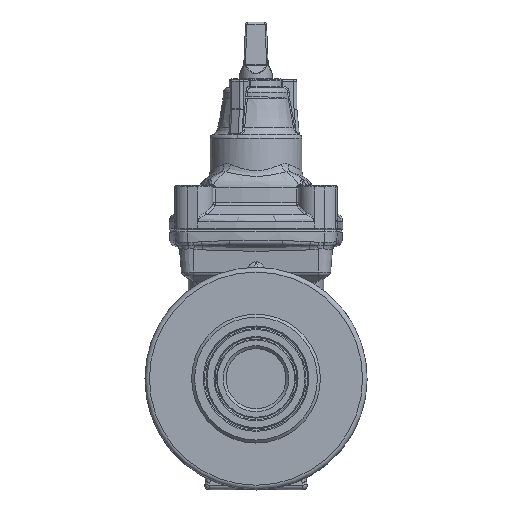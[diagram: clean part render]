
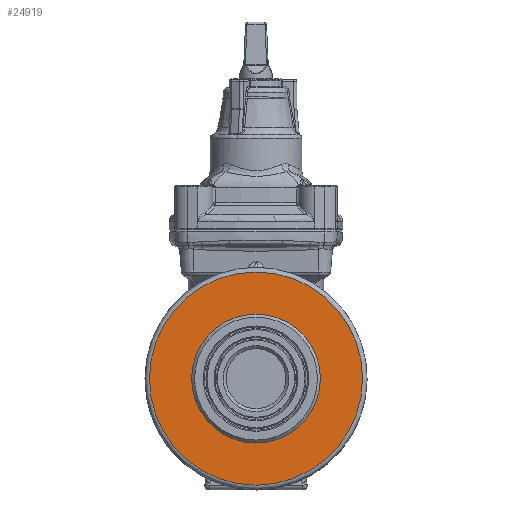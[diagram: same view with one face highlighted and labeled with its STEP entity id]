
A CAD part, top view. The second image highlights one B-rep face of the part: STEP entity #24919.
In plain terms, the highlighted planar face has unit normal (0, 0, 1).
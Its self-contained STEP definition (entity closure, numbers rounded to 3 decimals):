
#1792 = FACE_BOUND ( 'NONE', #28621, .T. ) ;
#1798 = FACE_OUTER_BOUND ( 'NONE', #28615, .T. ) ;
#12030 = AXIS2_PLACEMENT_3D ( 'NONE', #12300, #12305, #12306 ) ;
#12300 = CARTESIAN_POINT ( 'NONE',  ( 0., 75., 68. ) ) ;
#12303 = PLANE ( 'NONE',  #12030 ) ;
#12305 = DIRECTION ( 'NONE',  ( 0., 0., 1. ) ) ;
#12306 = DIRECTION ( 'NONE',  ( -1., 0., 0. ) ) ;
#14785 = CIRCLE ( 'NONE', #35678, 43.5 ) ;
#14788 = CIRCLE ( 'NONE', #35680, 72. ) ;
#24632 = CARTESIAN_POINT ( 'NONE',  ( 43.5, 0., 68. ) ) ;
#24633 = CARTESIAN_POINT ( 'NONE',  ( -72., 0., 68. ) ) ;
#24680 = VERTEX_POINT ( 'NONE', #24632 ) ;
#24681 = VERTEX_POINT ( 'NONE', #24633 ) ;
#24919 = ADVANCED_FACE ( 'NONE', ( #1792, #1798 ), #12303, .T. ) ;
#27670 = EDGE_CURVE ( 'NONE', #24680, #24680, #14785, .T. ) ;
#27672 = EDGE_CURVE ( 'NONE', #24681, #24681, #14788, .T. ) ;
#28615 = EDGE_LOOP ( 'NONE', ( #28948 ) ) ;
#28621 = EDGE_LOOP ( 'NONE', ( #28947 ) ) ;
#28947 = ORIENTED_EDGE ( 'NONE', *, *, #27670, .F. ) ;
#28948 = ORIENTED_EDGE ( 'NONE', *, *, #27672, .F. ) ;
#34432 = CARTESIAN_POINT ( 'NONE',  ( 0., 0., 68. ) ) ;
#34433 = DIRECTION ( 'NONE',  ( 0., 0., 1. ) ) ;
#34434 = DIRECTION ( 'NONE',  ( 1., 0., 0. ) ) ;
#34436 = CARTESIAN_POINT ( 'NONE',  ( 0., 0., 68. ) ) ;
#34437 = DIRECTION ( 'NONE',  ( 0., 0., -1. ) ) ;
#34438 = DIRECTION ( 'NONE',  ( -1., 0., 0. ) ) ;
#35678 = AXIS2_PLACEMENT_3D ( 'NONE', #34432, #34433, #34434 ) ;
#35680 = AXIS2_PLACEMENT_3D ( 'NONE', #34436, #34437, #34438 ) ;
